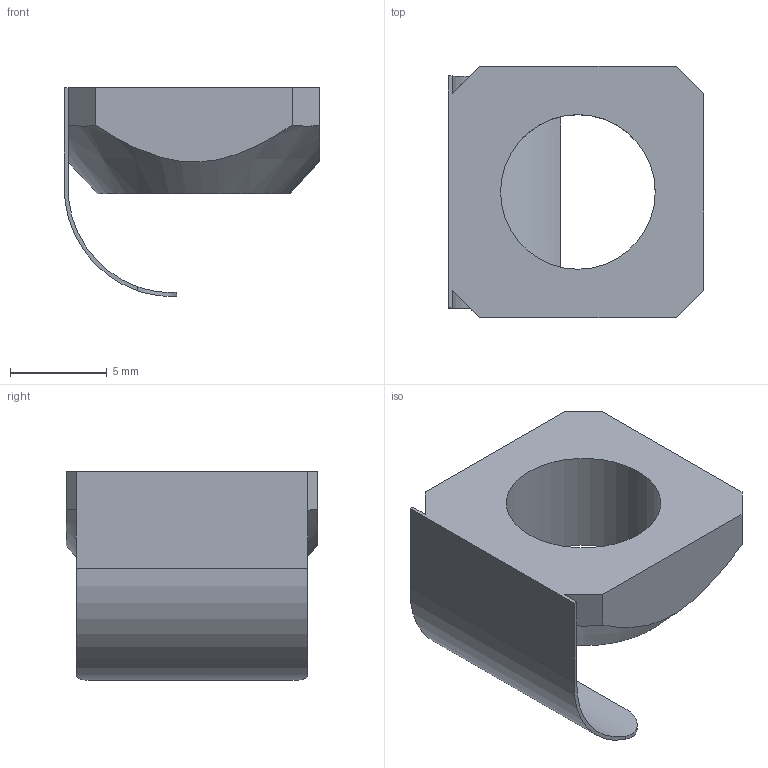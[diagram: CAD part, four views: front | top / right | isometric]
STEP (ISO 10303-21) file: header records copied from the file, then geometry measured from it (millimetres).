
FILE_DESCRIPTION((''),'2;1');
FILE_NAME('21.1351_2 M8 SQUARE NUT POS FXG.stp','2008-10-29T15:11:20',('Administrator'),(''),'Autodesk Inventor 2009','Autodesk Inventor 2009','');
FILE_SCHEMA(('AUTOMOTIVE_DESIGN { 1 0 10303 214 1 1 1 1 }'));
Length unit declared in the file: millimetre
Products named in the file (1): 21.1351_2 M8 SQUARE NUT POS FXG
Bounding box: 13.2 x 13 x 10.8 mm (x, y, z)
Volume: 541.3 mm3; surface area: 834.2 mm2
Topology: 1 solids, 1 shells, 20 faces, 54 edges, 36 vertices
Faces by surface type: plane 14, cylinder 5, cone 1
Full cylindrical faces by diameter (mm): 8 x1
Entity records: 680 total; most frequent: CARTESIAN_POINT 183, ORIENTED_EDGE 102, DIRECTION 88, EDGE_CURVE 51, VERTEX_POINT 35, VECTOR 32, LINE 32, AXIS2_PLACEMENT_3D 28
